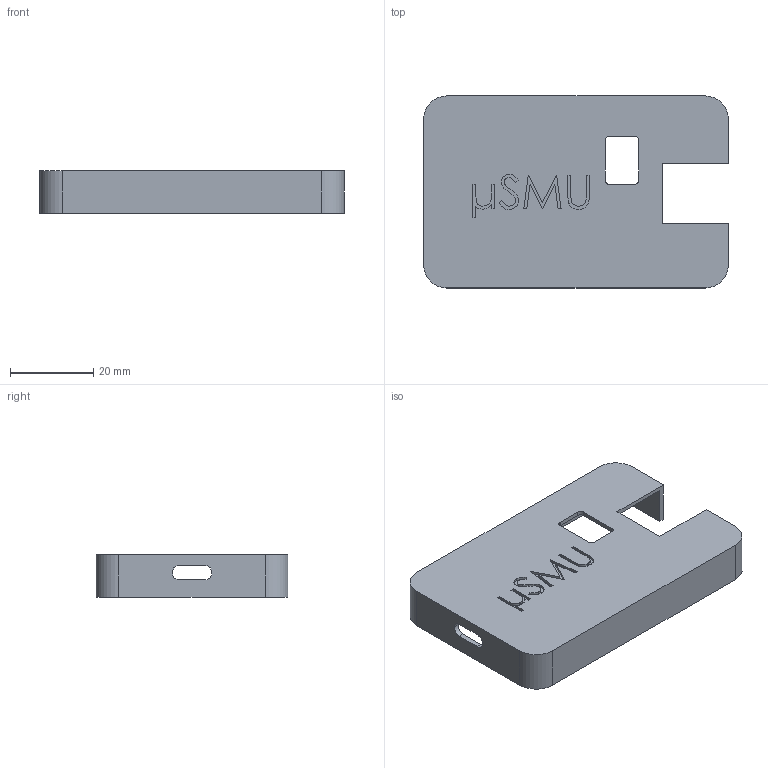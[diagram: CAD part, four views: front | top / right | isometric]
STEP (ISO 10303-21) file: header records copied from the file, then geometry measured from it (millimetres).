
FILE_DESCRIPTION (( 'STEP AP203' ), '1' );
FILE_NAME ('uSMU-top.STEP', '2024-10-05T19:09:10', ( '' ), ( '' ), 'SwSTEP 2.0', 'SolidWorks 2022', '' );
FILE_SCHEMA (( 'CONFIG_CONTROL_DESIGN' ));
Length unit declared in the file: millimetre
Products named in the file (1): uSMU-top
Bounding box: 73 x 46 x 10.1 mm (x, y, z)
Volume: 5846.7 mm3; surface area: 10926.9 mm2
Topology: 1 solids, 1 shells, 122 faces, 324 edges, 216 vertices
Faces by surface type: plane 65, cylinder 31, bspline 26
Entity records: 5107 total; most frequent: CARTESIAN_POINT 2097, ORIENTED_EDGE 648, DIRECTION 528, EDGE_CURVE 324, VERTEX_POINT 216, VECTOR 210, LINE 210, AXIS2_PLACEMENT_3D 159
